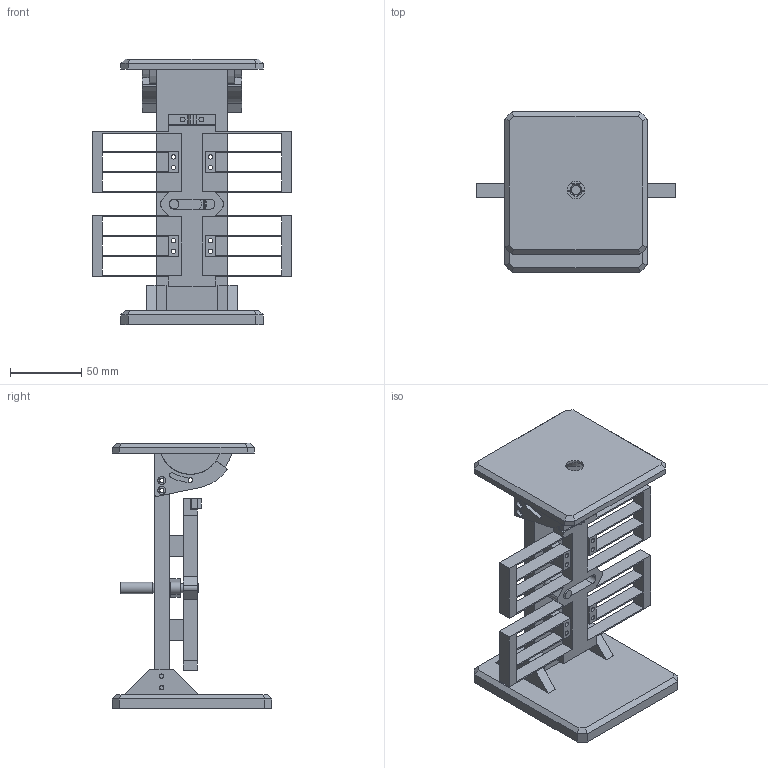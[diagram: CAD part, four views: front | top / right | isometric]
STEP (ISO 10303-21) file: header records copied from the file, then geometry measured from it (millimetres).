
FILE_DESCRIPTION(/* description */ (''),/* implementation_level */ '2;1');
FILE_NAME(/* name */ 'Die Filing Machine.step',/* time_stamp */ '2024-09-24T00:15:30-05:00',/* author */ (''),/* organization */ (''),/* preprocessor_version */ 'ST-DEVELOPER v20',/* originating_system */ 'Autodesk Translation Framework v13.20.0.188',/* authorisation */ '');
FILE_SCHEMA (('AUTOMOTIVE_DESIGN { 1 0 10303 214 3 1 1 }'));
Length unit declared in the file: millimetre
Products named in the file (12): (Unsaved); Vertical Support; Worktop pivot L; Worktop pivot R; 5972K501_Ball Bearing; Crankshaft; Circlip; Crank Pin; Flexure; Die Holder Clamp; Worktop; Base
Assembly tree (11 placements, depth 3):
  (Unsaved)
    Vertical Support
      Worktop pivot L
      Worktop pivot R
    5972K501_Ball Bearing
    Crankshaft
      Circlip
      Crank Pin
    Flexure
      Die Holder Clamp
    Worktop
    Base
Bounding box: 140.6 x 112.34 x 187 mm (x, y, z)
Volume: 343840.7 mm3; surface area: 130648.7 mm2
Topology: 20 solids, 20 shells, 707 faces, 1918 edges, 1260 vertices
Faces by surface type: plane 474, cylinder 109, cone 75, torus 42, sphere 7
Full cylindrical faces by diameter (mm): 2.7 x5, 2.8 x6, 3.2 x22, 3.3 x4, 5.6 x4, 6.5 x3, 8 x3, 10.5 x1, 10.756 x4, 11.374 x2, 12.5 x1, 17.178 x2, 17.475 x2, 18.092 x4, 19.244 x2, 20.1 x1, 22 x1, 22.1 x1
Entity records: 22932 total; most frequent: DIRECTION 3965, CARTESIAN_POINT 3940, ORIENTED_EDGE 3836, EDGE_CURVE 1918, LINE 1327, VECTOR 1327, AXIS2_PLACEMENT_3D 1319, VERTEX_POINT 1288
